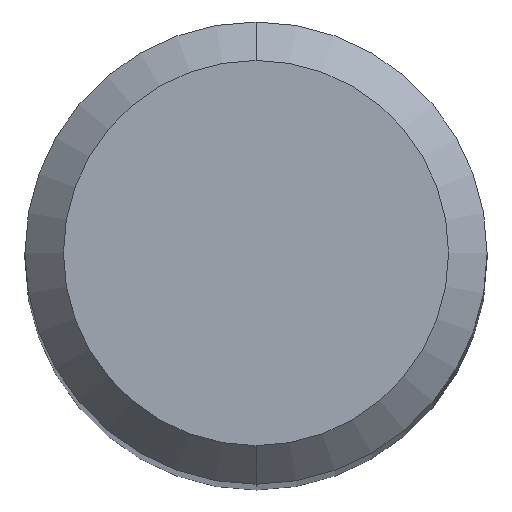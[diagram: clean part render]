
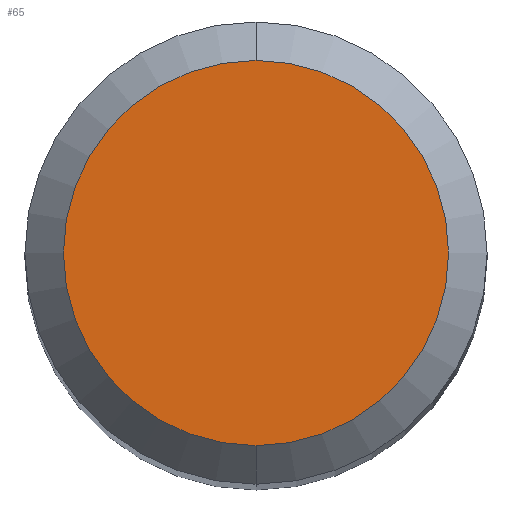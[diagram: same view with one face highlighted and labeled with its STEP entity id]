
A CAD part, top view. The second image highlights one B-rep face of the part: STEP entity #65.
In plain terms, the highlighted planar face has unit normal (0, 0, 1).
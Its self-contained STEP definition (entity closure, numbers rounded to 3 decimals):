
#46=PLANE('',#323);
#65=ADVANCED_FACE('',(#80),#46,.F.);
#80=FACE_OUTER_BOUND('',#93,.T.);
#93=EDGE_LOOP('',(#136,#137));
#136=ORIENTED_EDGE('',*,*,#169,.F.);
#137=ORIENTED_EDGE('',*,*,#172,.F.);
#149=VERTEX_POINT('',#469);
#150=VERTEX_POINT('',#470);
#169=EDGE_CURVE('',#149,#150,#186,.T.);
#172=EDGE_CURVE('',#150,#149,#187,.T.);
#186=CIRCLE('',#319,2.5);
#187=CIRCLE('',#321,2.5);
#319=AXIS2_PLACEMENT_3D('',#468,#401,#402);
#321=AXIS2_PLACEMENT_3D('',#474,#407,#408);
#323=AXIS2_PLACEMENT_3D('',#476,#411,#412);
#401=DIRECTION('',(0.,0.,-1.));
#402=DIRECTION('',(0.,1.,0.));
#407=DIRECTION('',(0.,0.,-1.));
#408=DIRECTION('',(0.,-1.,0.));
#411=DIRECTION('',(0.,0.,-1.));
#412=DIRECTION('',(0.,1.,0.));
#468=CARTESIAN_POINT('',(0.,0.,70.));
#469=CARTESIAN_POINT('',(0.,2.5,70.));
#470=CARTESIAN_POINT('',(0.,-2.5,70.));
#474=CARTESIAN_POINT('',(0.,0.,70.));
#476=CARTESIAN_POINT('',(0.,0.,70.));
